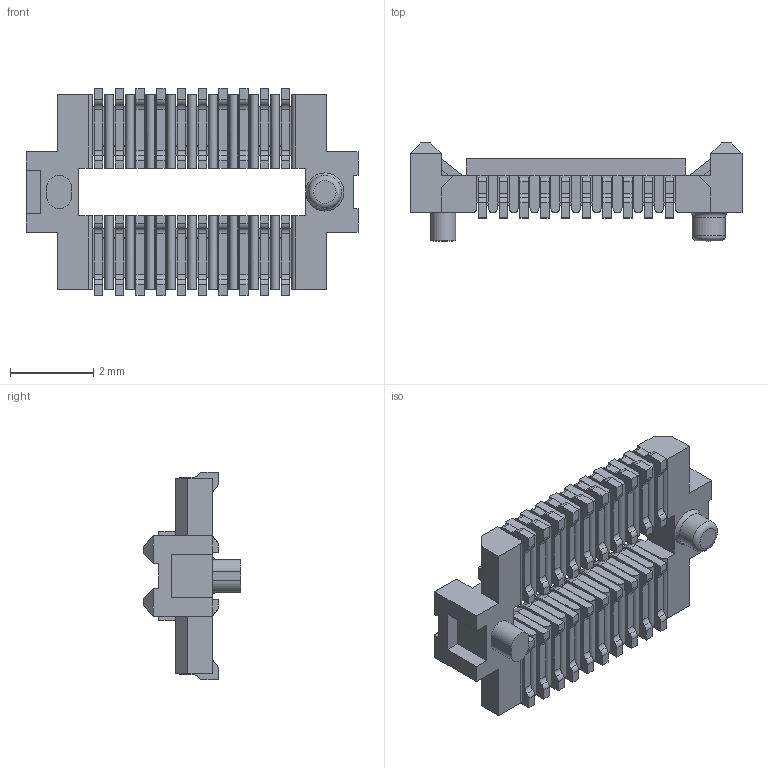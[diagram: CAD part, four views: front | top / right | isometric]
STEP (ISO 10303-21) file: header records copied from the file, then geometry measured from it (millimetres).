
FILE_DESCRIPTION( ( 'STEP AP214' ), '1' );
FILE_NAME( 'TLH-010-0.50-G-D-A.stp', '2020-07-22T01:30:06', ( 'License CC BY-ND 4.0' ), ( 'CADENAS' ), ' ', 'PARTsolutions', ' ' );
FILE_SCHEMA( ( 'AUTOMOTIVE_DESIGN { 1 0 10303 214 1 1 1 1 }' ) );
Length unit declared in the file: millimetre
Products named in the file (3): TLH-010-0.50-G-D-A; _TLH-010-0.50-G-D-A_socket; _TLH-010-0.50-G-D-A_pins
Assembly tree (3 placements, depth 2):
  TLH-010-0.50-G-D-A
    _TLH-010-0.50-G-D-A_socket
    _TLH-010-0.50-G-D-A_pins  x2
Bounding box: 8 x 2.36 x 5 mm (x, y, z)
Volume: 23.6 mm3; surface area: 210.7 mm2
Topology: 3 solids, 3 shells, 983 faces, 2903 edges, 1925 vertices
Faces by surface type: plane 652, cylinder 329, torus 2
Full cylindrical faces by diameter (mm): 0.8 x1
Entity records: 26913 total; most frequent: CARTESIAN_POINT 3852, ORIENTED_EDGE 3842, DIRECTION 3599, EDGE_CURVE 1921, LINE 1561, VECTOR 1561, VERTEX_POINT 1272, AXIS2_PLACEMENT_3D 1019
